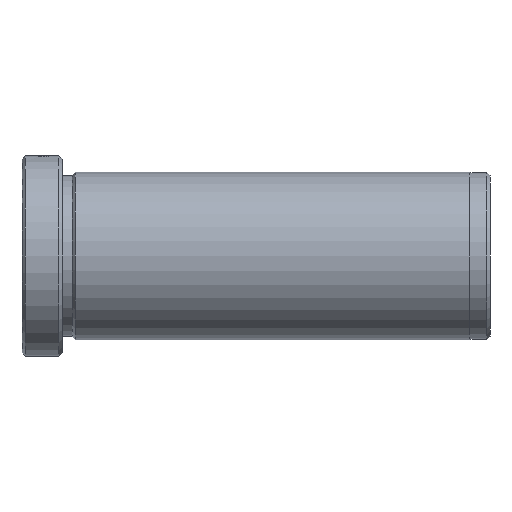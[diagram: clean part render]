
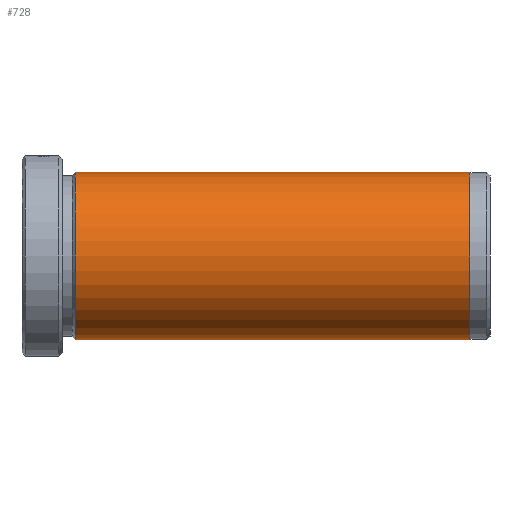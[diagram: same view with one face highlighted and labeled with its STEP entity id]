
A CAD part, left-side view. The second image highlights one B-rep face of the part: STEP entity #728.
In plain terms, the highlighted cylindrical face has radius 12.5 mm (diameter 25 mm), a partial arc.
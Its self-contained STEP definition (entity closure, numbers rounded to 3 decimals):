
#41 = CARTESIAN_POINT ( 'NONE',  ( 0., -67., 12.5 ) ) ;
#44 = CIRCLE ( 'NONE', #1580, 12.5 ) ;
#85 = LINE ( 'NONE', #407, #1496 ) ;
#116 = ORIENTED_EDGE ( 'NONE', *, *, #1278, .T. ) ;
#122 = DIRECTION ( 'NONE',  ( 0., 1., 0. ) ) ;
#132 = EDGE_CURVE ( 'NONE', #155, #1768, #85, .T. ) ;
#155 = VERTEX_POINT ( 'NONE', #1781 ) ;
#188 = VERTEX_POINT ( 'NONE', #41 ) ;
#201 = DIRECTION ( 'NONE',  ( 0., 1., 0. ) ) ;
#227 = ORIENTED_EDGE ( 'NONE', *, *, #1173, .F. ) ;
#240 = AXIS2_PLACEMENT_3D ( 'NONE', #507, #1472, #633 ) ;
#276 = CARTESIAN_POINT ( 'NONE',  ( 0., 0., 12.5 ) ) ;
#323 = LINE ( 'NONE', #276, #990 ) ;
#383 = DIRECTION ( 'NONE',  ( 0., 1., 0. ) ) ;
#407 = CARTESIAN_POINT ( 'NONE',  ( 0., 0., -12.5 ) ) ;
#415 = CARTESIAN_POINT ( 'NONE',  ( 0., -8., 12.5 ) ) ;
#507 = CARTESIAN_POINT ( 'NONE',  ( 0., -67., 0. ) ) ;
#626 = EDGE_CURVE ( 'NONE', #188, #155, #1129, .T. ) ;
#633 = DIRECTION ( 'NONE',  ( 0., 0., -1. ) ) ;
#684 = ORIENTED_EDGE ( 'NONE', *, *, #132, .F. ) ;
#728 = ADVANCED_FACE ( 'NONE', ( #1069 ), #1426, .T. ) ;
#777 = VERTEX_POINT ( 'NONE', #415 ) ;
#959 = AXIS2_PLACEMENT_3D ( 'NONE', #1639, #122, #1065 ) ;
#990 = VECTOR ( 'NONE', #1794, 1000. ) ;
#1001 = CARTESIAN_POINT ( 'NONE',  ( 0., -8., -12.5 ) ) ;
#1007 = CARTESIAN_POINT ( 'NONE',  ( 0., -8., 0. ) ) ;
#1045 = EDGE_LOOP ( 'NONE', ( #684, #1340, #116, #227 ) ) ;
#1065 = DIRECTION ( 'NONE',  ( 0., 0., 1. ) ) ;
#1069 = FACE_OUTER_BOUND ( 'NONE', #1045, .T. ) ;
#1129 = CIRCLE ( 'NONE', #240, 12.5 ) ;
#1153 = DIRECTION ( 'NONE',  ( 0., 0., 1. ) ) ;
#1173 = EDGE_CURVE ( 'NONE', #1768, #777, #44, .T. ) ;
#1278 = EDGE_CURVE ( 'NONE', #188, #777, #323, .T. ) ;
#1340 = ORIENTED_EDGE ( 'NONE', *, *, #626, .F. ) ;
#1426 = CYLINDRICAL_SURFACE ( 'NONE', #959, 12.5 ) ;
#1472 = DIRECTION ( 'NONE',  ( 0., -1., 0. ) ) ;
#1496 = VECTOR ( 'NONE', #383, 1000. ) ;
#1580 = AXIS2_PLACEMENT_3D ( 'NONE', #1007, #201, #1153 ) ;
#1639 = CARTESIAN_POINT ( 'NONE',  ( 0., 0., 0. ) ) ;
#1768 = VERTEX_POINT ( 'NONE', #1001 ) ;
#1781 = CARTESIAN_POINT ( 'NONE',  ( 0., -67., -12.5 ) ) ;
#1794 = DIRECTION ( 'NONE',  ( 0., 1., 0. ) ) ;
